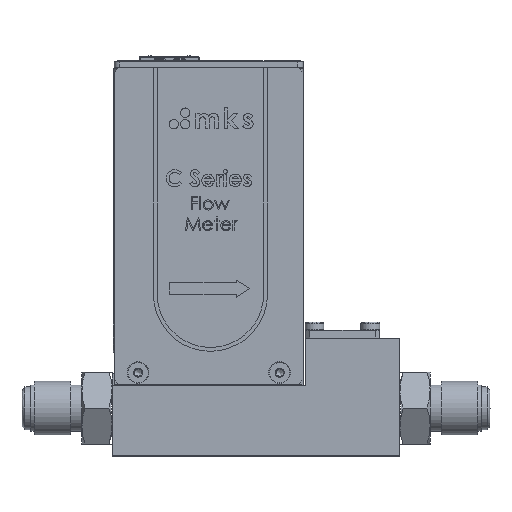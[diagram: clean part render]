
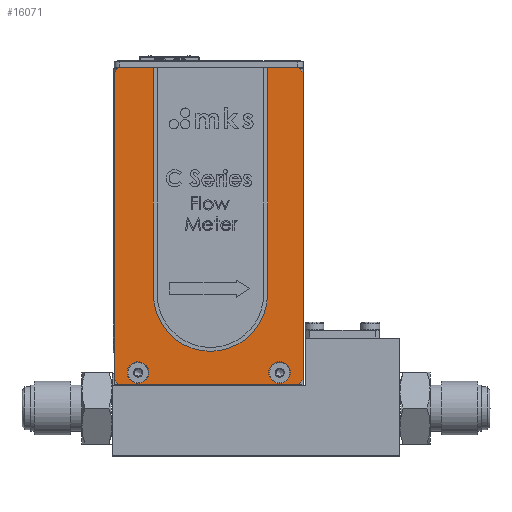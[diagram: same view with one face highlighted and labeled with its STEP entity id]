
A CAD part, top view. The second image highlights one B-rep face of the part: STEP entity #16071.
In plain terms, the highlighted planar face has unit normal (0, 0, 1).
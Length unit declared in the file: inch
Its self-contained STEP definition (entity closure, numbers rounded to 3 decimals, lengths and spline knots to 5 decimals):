
#145 = CARTESIAN_POINT ( 'NONE',  ( 1.36847, -0.053, 0.498 ) ) ;
#469 = PLANE ( 'NONE',  #34886 ) ;
#734 = CARTESIAN_POINT ( 'NONE',  ( 1.56347, -0.179, 0.498 ) ) ;
#4354 = DIRECTION ( 'NONE',  ( 1., 0., 0. ) ) ;
#4412 = CARTESIAN_POINT ( 'NONE',  ( -0.35653, 3.076, 0.498 ) ) ;
#4716 = CARTESIAN_POINT ( 'NONE',  ( 1.15447, 3.001, 0.498 ) ) ;
#5274 = DIRECTION ( 'NONE',  ( 0., 0., 1. ) ) ;
#5406 = FACE_BOUND ( 'NONE', #23612, .T. ) ;
#5732 = EDGE_CURVE ( 'NONE', #36449, #17772, #40640, .T. ) ;
#6518 = VERTEX_POINT ( 'NONE', #54625 ) ;
#6765 = VECTOR ( 'NONE', #35275, 39.37008 ) ;
#9392 = CARTESIAN_POINT ( 'NONE',  ( -0.10753, -0.053, 0.498 ) ) ;
#9896 = EDGE_CURVE ( 'NONE', #6518, #46308, #26915, .T. ) ;
#10620 = ORIENTED_EDGE ( 'NONE', *, *, #32301, .F. ) ;
#10723 = ORIENTED_EDGE ( 'NONE', *, *, #47894, .T. ) ;
#11014 = ORIENTED_EDGE ( 'NONE', *, *, #5732, .T. ) ;
#12189 = EDGE_CURVE ( 'NONE', #29255, #36356, #43499, .T. ) ;
#12425 = DIRECTION ( 'NONE',  ( 0.707, -0.707, 0. ) ) ;
#12657 = VECTOR ( 'NONE', #52071, 39.37008 ) ;
#12853 = LINE ( 'NONE', #51710, #35394 ) ;
#12935 = CARTESIAN_POINT ( 'NONE',  ( 1.06847, 3.001, 0.498 ) ) ;
#13644 = DIRECTION ( 'NONE',  ( 1., 0., 0. ) ) ;
#14293 = CARTESIAN_POINT ( 'NONE',  ( 1.61347, 3.076, 0.498 ) ) ;
#16071 = ADVANCED_FACE ( 'NONE', ( #5406, #16644, #39244, #49234, #37899 ), #469, .F. ) ;
#16182 = ORIENTED_EDGE ( 'NONE', *, *, #9896, .T. ) ;
#16564 = DIRECTION ( 'NONE',  ( -1., 0., 0. ) ) ;
#16644 = FACE_BOUND ( 'NONE', #44144, .T. ) ;
#16825 = EDGE_LOOP ( 'NONE', ( #26960, #41513, #10723, #54365, #54471, #11014, #35956, #16182 ) ) ;
#16996 = CARTESIAN_POINT ( 'NONE',  ( -0.30653, 3.126, 0.498 ) ) ;
#17002 = VERTEX_POINT ( 'NONE', #4716 ) ;
#17197 = DIRECTION ( 'NONE',  ( 1., 0., 0. ) ) ;
#17772 = VERTEX_POINT ( 'NONE', #20403 ) ;
#19671 = VERTEX_POINT ( 'NONE', #38449 ) ;
#20403 = CARTESIAN_POINT ( 'NONE',  ( 1.56347, 3.126, 0.498 ) ) ;
#21714 = CARTESIAN_POINT ( 'NONE',  ( -0.35653, -0.179, 0.498 ) ) ;
#22310 = ORIENTED_EDGE ( 'NONE', *, *, #31312, .F. ) ;
#22415 = VECTOR ( 'NONE', #44003, 39.37008 ) ;
#22457 = CARTESIAN_POINT ( 'NONE',  ( 1.56347, -0.179, 0.498 ) ) ;
#23612 = EDGE_LOOP ( 'NONE', ( #10620 ) ) ;
#24355 = EDGE_LOOP ( 'NONE', ( #22310 ) ) ;
#25793 = CARTESIAN_POINT ( 'NONE',  ( 0.00497, -0.053, 0.498 ) ) ;
#25957 = DIRECTION ( 'NONE',  ( -1., 0., 0. ) ) ;
#26020 = DIRECTION ( 'NONE',  ( 0., -1., 0. ) ) ;
#26153 = CARTESIAN_POINT ( 'NONE',  ( 1.48097, -0.053, 0.498 ) ) ;
#26915 = LINE ( 'NONE', #16996, #46890 ) ;
#26960 = ORIENTED_EDGE ( 'NONE', *, *, #43151, .T. ) ;
#27007 = EDGE_LOOP ( 'NONE', ( #36910 ) ) ;
#27773 = CARTESIAN_POINT ( 'NONE',  ( -0.35653, -0.129, 0.498 ) ) ;
#28523 = EDGE_CURVE ( 'NONE', #19671, #19671, #51814, .T. ) ;
#29255 = VERTEX_POINT ( 'NONE', #27773 ) ;
#29747 = DIRECTION ( 'NONE',  ( 0., 0., 1. ) ) ;
#30368 = EDGE_CURVE ( 'NONE', #17772, #6518, #54276, .T. ) ;
#30668 = CARTESIAN_POINT ( 'NONE',  ( 0.86847, 3.001, 0.498 ) ) ;
#31312 = EDGE_CURVE ( 'NONE', #50945, #50945, #34867, .T. ) ;
#32128 = VECTOR ( 'NONE', #12425, 39.37008 ) ;
#32301 = EDGE_CURVE ( 'NONE', #17002, #17002, #32705, .T. ) ;
#32705 = CIRCLE ( 'NONE', #53406, 0.086 ) ;
#32961 = VERTEX_POINT ( 'NONE', #26153 ) ;
#33702 = LINE ( 'NONE', #22457, #22415 ) ;
#34867 = CIRCLE ( 'NONE', #49058, 0.1125 ) ;
#34886 = AXIS2_PLACEMENT_3D ( 'NONE', #21714, #51436, #25957 ) ;
#34900 = LINE ( 'NONE', #54505, #46224 ) ;
#34909 = DIRECTION ( 'NONE',  ( 1., 0., 0. ) ) ;
#35124 = VERTEX_POINT ( 'NONE', #36733 ) ;
#35275 = DIRECTION ( 'NONE',  ( -0.707, 0.707, 0. ) ) ;
#35394 = VECTOR ( 'NONE', #26020, 39.37008 ) ;
#35956 = ORIENTED_EDGE ( 'NONE', *, *, #30368, .T. ) ;
#36060 = AXIS2_PLACEMENT_3D ( 'NONE', #30668, #5274, #34909 ) ;
#36356 = VERTEX_POINT ( 'NONE', #52003 ) ;
#36449 = VERTEX_POINT ( 'NONE', #52732 ) ;
#36733 = CARTESIAN_POINT ( 'NONE',  ( 1.61347, -0.129, 0.498 ) ) ;
#36910 = ORIENTED_EDGE ( 'NONE', *, *, #41870, .F. ) ;
#37899 = FACE_OUTER_BOUND ( 'NONE', #16825, .T. ) ;
#38449 = CARTESIAN_POINT ( 'NONE',  ( 0.95447, 3.001, 0.498 ) ) ;
#38471 = AXIS2_PLACEMENT_3D ( 'NONE', #145, #29747, #4354 ) ;
#39088 = DIRECTION ( 'NONE',  ( 0., 0., 1. ) ) ;
#39221 = CARTESIAN_POINT ( 'NONE',  ( -0.35653, -0.179, 0.498 ) ) ;
#39244 = FACE_BOUND ( 'NONE', #24355, .T. ) ;
#39602 = ORIENTED_EDGE ( 'NONE', *, *, #28523, .F. ) ;
#40640 = LINE ( 'NONE', #14293, #6765 ) ;
#41513 = ORIENTED_EDGE ( 'NONE', *, *, #12189, .T. ) ;
#41601 = VECTOR ( 'NONE', #16564, 39.37008 ) ;
#41870 = EDGE_CURVE ( 'NONE', #32961, #32961, #51991, .T. ) ;
#42019 = CARTESIAN_POINT ( 'NONE',  ( -0.35653, 3.126, 0.498 ) ) ;
#42672 = DIRECTION ( 'NONE',  ( 0., 0., 1. ) ) ;
#43151 = EDGE_CURVE ( 'NONE', #46308, #29255, #12853, .T. ) ;
#43499 = LINE ( 'NONE', #50683, #32128 ) ;
#44003 = DIRECTION ( 'NONE',  ( 0.707, 0.707, 0. ) ) ;
#44144 = EDGE_LOOP ( 'NONE', ( #39602 ) ) ;
#46224 = VECTOR ( 'NONE', #49975, 39.37008 ) ;
#46308 = VERTEX_POINT ( 'NONE', #4412 ) ;
#46548 = LINE ( 'NONE', #39221, #12657 ) ;
#46890 = VECTOR ( 'NONE', #51029, 39.37008 ) ;
#47816 = VERTEX_POINT ( 'NONE', #734 ) ;
#47894 = EDGE_CURVE ( 'NONE', #36356, #47816, #46548, .T. ) ;
#48259 = EDGE_CURVE ( 'NONE', #35124, #36449, #34900, .T. ) ;
#49058 = AXIS2_PLACEMENT_3D ( 'NONE', #9392, #39088, #13644 ) ;
#49234 = FACE_BOUND ( 'NONE', #27007, .T. ) ;
#49975 = DIRECTION ( 'NONE',  ( 0., 1., 0. ) ) ;
#50683 = CARTESIAN_POINT ( 'NONE',  ( -0.35653, -0.129, 0.498 ) ) ;
#50945 = VERTEX_POINT ( 'NONE', #25793 ) ;
#50965 = EDGE_CURVE ( 'NONE', #47816, #35124, #33702, .T. ) ;
#51029 = DIRECTION ( 'NONE',  ( -0.707, -0.707, 0. ) ) ;
#51436 = DIRECTION ( 'NONE',  ( 0., 0., -1. ) ) ;
#51710 = CARTESIAN_POINT ( 'NONE',  ( -0.35653, -0.179, 0.498 ) ) ;
#51814 = CIRCLE ( 'NONE', #36060, 0.086 ) ;
#51991 = CIRCLE ( 'NONE', #38471, 0.1125 ) ;
#52003 = CARTESIAN_POINT ( 'NONE',  ( -0.30653, -0.179, 0.498 ) ) ;
#52071 = DIRECTION ( 'NONE',  ( 1., 0., 0. ) ) ;
#52732 = CARTESIAN_POINT ( 'NONE',  ( 1.61347, 3.076, 0.498 ) ) ;
#53406 = AXIS2_PLACEMENT_3D ( 'NONE', #12935, #42672, #17197 ) ;
#54276 = LINE ( 'NONE', #42019, #41601 ) ;
#54365 = ORIENTED_EDGE ( 'NONE', *, *, #50965, .T. ) ;
#54471 = ORIENTED_EDGE ( 'NONE', *, *, #48259, .T. ) ;
#54505 = CARTESIAN_POINT ( 'NONE',  ( 1.61347, -0.179, 0.498 ) ) ;
#54625 = CARTESIAN_POINT ( 'NONE',  ( -0.30653, 3.126, 0.498 ) ) ;
